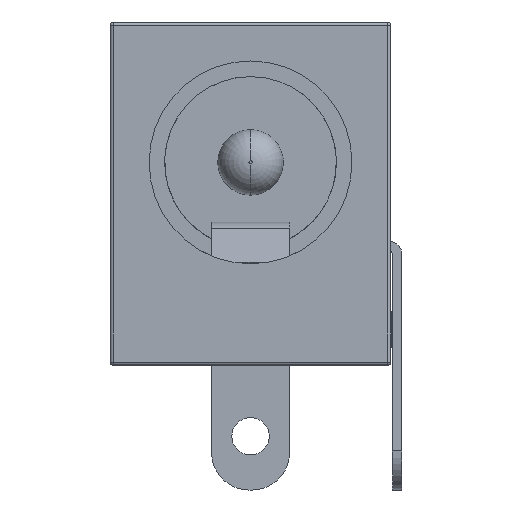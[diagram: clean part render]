
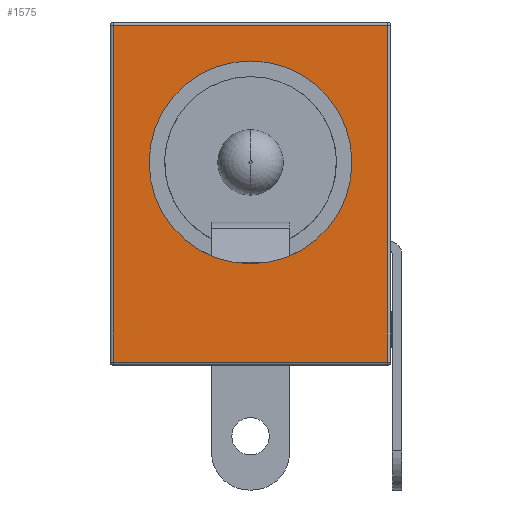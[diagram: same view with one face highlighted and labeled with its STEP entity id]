
A CAD part, left-side view. The second image highlights one B-rep face of the part: STEP entity #1575.
In plain terms, the highlighted planar face has unit normal (-1, 0, 0).
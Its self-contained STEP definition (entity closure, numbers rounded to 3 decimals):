
#422 = VECTOR ( 'NONE', #8843, 1000. ) ;
#719 = EDGE_CURVE ( 'NONE', #5720, #9055, #9013, .T. ) ;
#969 = EDGE_CURVE ( 'NONE', #9055, #10858, #9706, .T. ) ;
#1367 = ORIENTED_EDGE ( 'NONE', *, *, #969, .T. ) ;
#1478 = CIRCLE ( 'NONE', #2260, 3.25 ) ;
#1575 = ADVANCED_FACE ( 'NONE', ( #11717, #5922 ), #10776, .F. ) ;
#2260 = AXIS2_PLACEMENT_3D ( 'NONE', #3249, #11891, #7044 ) ;
#2421 = EDGE_LOOP ( 'NONE', ( #4290, #5579, #1367, #11828 ) ) ;
#2865 = VERTEX_POINT ( 'NONE', #4244 ) ;
#2962 = VECTOR ( 'NONE', #9182, 1000. ) ;
#3229 = CIRCLE ( 'NONE', #12164, 3.25 ) ;
#3249 = CARTESIAN_POINT ( 'NONE',  ( -9.386, 4.898, 6.5 ) ) ;
#3255 = DIRECTION ( 'NONE',  ( -1., 0., 0. ) ) ;
#4141 = LINE ( 'NONE', #8751, #4323 ) ;
#4244 = CARTESIAN_POINT ( 'NONE',  ( -9.386, 9.298, 0.1 ) ) ;
#4290 = ORIENTED_EDGE ( 'NONE', *, *, #15787, .T. ) ;
#4321 = DIRECTION ( 'NONE',  ( 0., 0., 1. ) ) ;
#4323 = VECTOR ( 'NONE', #11495, 1000. ) ;
#5424 = DIRECTION ( 'NONE',  ( 0., 0., -1. ) ) ;
#5500 = CARTESIAN_POINT ( 'NONE',  ( -9.386, 9.398, 0.1 ) ) ;
#5579 = ORIENTED_EDGE ( 'NONE', *, *, #719, .T. ) ;
#5720 = VERTEX_POINT ( 'NONE', #13856 ) ;
#5831 = CARTESIAN_POINT ( 'NONE',  ( -9.386, 9.298, 10.9 ) ) ;
#5922 = FACE_BOUND ( 'NONE', #8197, .T. ) ;
#6311 = DIRECTION ( 'NONE',  ( 0., 0., 1. ) ) ;
#6685 = CARTESIAN_POINT ( 'NONE',  ( -9.386, 4.898, 3.25 ) ) ;
#6753 = LINE ( 'NONE', #5500, #2962 ) ;
#7044 = DIRECTION ( 'NONE',  ( 0., 0., -1. ) ) ;
#7543 = CARTESIAN_POINT ( 'NONE',  ( -9.386, 9.398, 10.9 ) ) ;
#8052 = EDGE_CURVE ( 'NONE', #8291, #10284, #1478, .T. ) ;
#8197 = EDGE_LOOP ( 'NONE', ( #15510, #10643 ) ) ;
#8291 = VERTEX_POINT ( 'NONE', #8397 ) ;
#8397 = CARTESIAN_POINT ( 'NONE',  ( -9.386, 4.898, 9.75 ) ) ;
#8751 = CARTESIAN_POINT ( 'NONE',  ( -9.386, 9.298, 11. ) ) ;
#8843 = DIRECTION ( 'NONE',  ( 0., 1., 0. ) ) ;
#9013 = LINE ( 'NONE', #10222, #15052 ) ;
#9055 = VERTEX_POINT ( 'NONE', #14431 ) ;
#9182 = DIRECTION ( 'NONE',  ( 0., -1., 0. ) ) ;
#9706 = LINE ( 'NONE', #7543, #422 ) ;
#10141 = AXIS2_PLACEMENT_3D ( 'NONE', #14737, #13383, #6311 ) ;
#10222 = CARTESIAN_POINT ( 'NONE',  ( -9.386, 0.498, 11. ) ) ;
#10284 = VERTEX_POINT ( 'NONE', #6685 ) ;
#10336 = EDGE_CURVE ( 'NONE', #10284, #8291, #3229, .T. ) ;
#10643 = ORIENTED_EDGE ( 'NONE', *, *, #8052, .F. ) ;
#10776 = PLANE ( 'NONE',  #10141 ) ;
#10858 = VERTEX_POINT ( 'NONE', #5831 ) ;
#11230 = EDGE_CURVE ( 'NONE', #10858, #2865, #4141, .T. ) ;
#11495 = DIRECTION ( 'NONE',  ( 0., 0., -1. ) ) ;
#11717 = FACE_OUTER_BOUND ( 'NONE', #2421, .T. ) ;
#11828 = ORIENTED_EDGE ( 'NONE', *, *, #11230, .T. ) ;
#11891 = DIRECTION ( 'NONE',  ( -1., 0., 0. ) ) ;
#12164 = AXIS2_PLACEMENT_3D ( 'NONE', #14168, #3255, #5424 ) ;
#13383 = DIRECTION ( 'NONE',  ( 1., 0., 0. ) ) ;
#13856 = CARTESIAN_POINT ( 'NONE',  ( -9.386, 0.498, 0.1 ) ) ;
#14168 = CARTESIAN_POINT ( 'NONE',  ( -9.386, 4.898, 6.5 ) ) ;
#14431 = CARTESIAN_POINT ( 'NONE',  ( -9.386, 0.498, 10.9 ) ) ;
#14737 = CARTESIAN_POINT ( 'NONE',  ( -9.386, 9.398, 11. ) ) ;
#15052 = VECTOR ( 'NONE', #4321, 1000. ) ;
#15510 = ORIENTED_EDGE ( 'NONE', *, *, #10336, .F. ) ;
#15787 = EDGE_CURVE ( 'NONE', #2865, #5720, #6753, .T. ) ;
